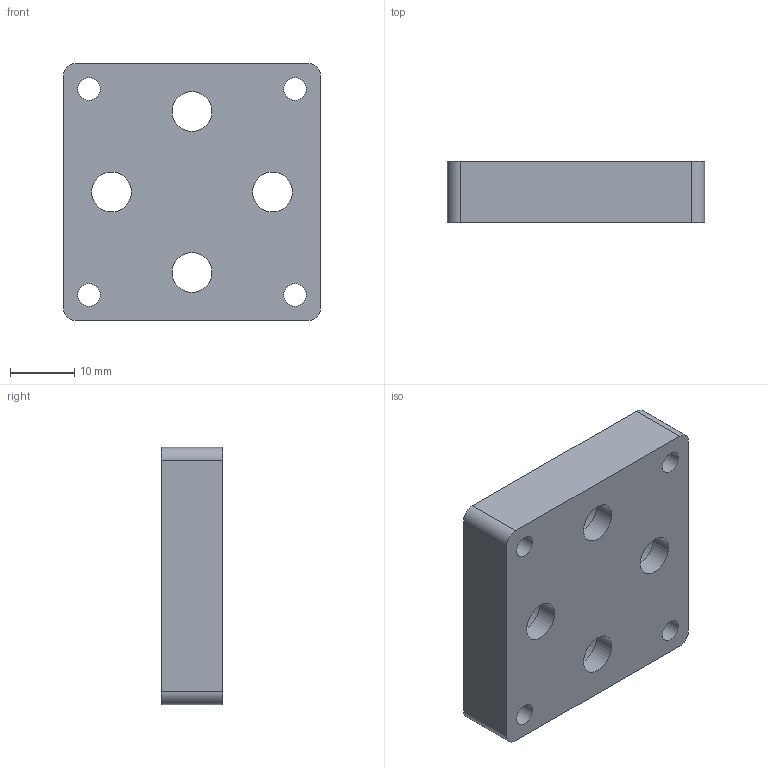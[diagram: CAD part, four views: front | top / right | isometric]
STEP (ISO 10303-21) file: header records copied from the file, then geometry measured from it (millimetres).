
FILE_DESCRIPTION (( 'STEP AP203' ), '1' );
FILE_NAME ('516300蛌諉啣.STEP', '2022-08-26T09:14:58', ( '' ), ( '' ), 'SwSTEP 2.0', 'SolidWorks 2020', '' );
FILE_SCHEMA (( 'CONFIG_CONTROL_DESIGN' ));
Length unit declared in the file: millimetre
Products named in the file (1): 516300蛌諉啣
Bounding box: 40 x 9.5 x 40 mm (x, y, z)
Volume: 12255.8 mm3; surface area: 5855 mm2
Topology: 1 solids, 1 shells, 26 faces, 62 edges, 42 vertices
Faces by surface type: cylinder 16, plane 10
Full cylindrical faces by diameter (mm): 3.5 x4, 6.2 x4, 10.5 x4
Entity records: 805 total; most frequent: DIRECTION 134, CARTESIAN_POINT 115, ORIENTED_EDGE 96, AXIS2_PLACEMENT_3D 59, EDGE_LOOP 58, EDGE_CURVE 48, VERTEX_POINT 40, FACE_OUTER_BOUND 38
